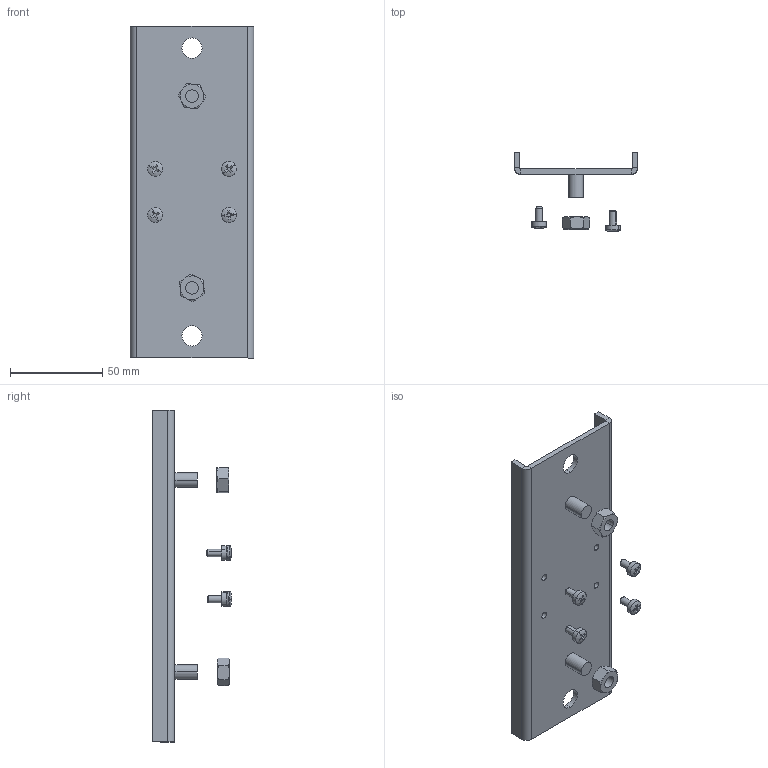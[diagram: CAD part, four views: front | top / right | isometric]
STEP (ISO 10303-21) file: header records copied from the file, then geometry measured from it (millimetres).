
FILE_DESCRIPTION (( 'STEP AP214' ), '1' );
FILE_NAME ('7216515_KSTP1.stp', '2018-05-10T09:46:13', ( '' ), ( '' ), 'SwSTEP 2.0', 'SolidWorks 2016', '' );
FILE_SCHEMA (( 'AUTOMOTIVE_DESIGN' ));
Length unit declared in the file: millimetre
Products named in the file (5): 7216515_KSTP1; 099520_F〉 Kanal 0407; P_39409405_1_Standard; 35010053_Standard; 35104466_Standard
Assembly tree (9 placements, depth 2):
  7216515_KSTP1
    099520_F〉 Kanal 0407
    P_39409405_1_Standard  x2
    35010053_Standard  x2
    35104466_Standard  x4
Bounding box: 67 x 43.01 x 180 mm (x, y, z)
Volume: 47896.2 mm3; surface area: 34908.3 mm2
Topology: 9 solids, 9 shells, 204 faces, 452 edges, 272 vertices
Faces by surface type: plane 100, cylinder 64, bspline 32, cone 8
Entity records: 3336 total; most frequent: CARTESIAN_POINT 796, DIRECTION 430, ORIENTED_EDGE 424, EDGE_CURVE 212, AXIS2_PLACEMENT_3D 170, VERTEX_POINT 128, EDGE_LOOP 114, FACE_OUTER_BOUND 94
